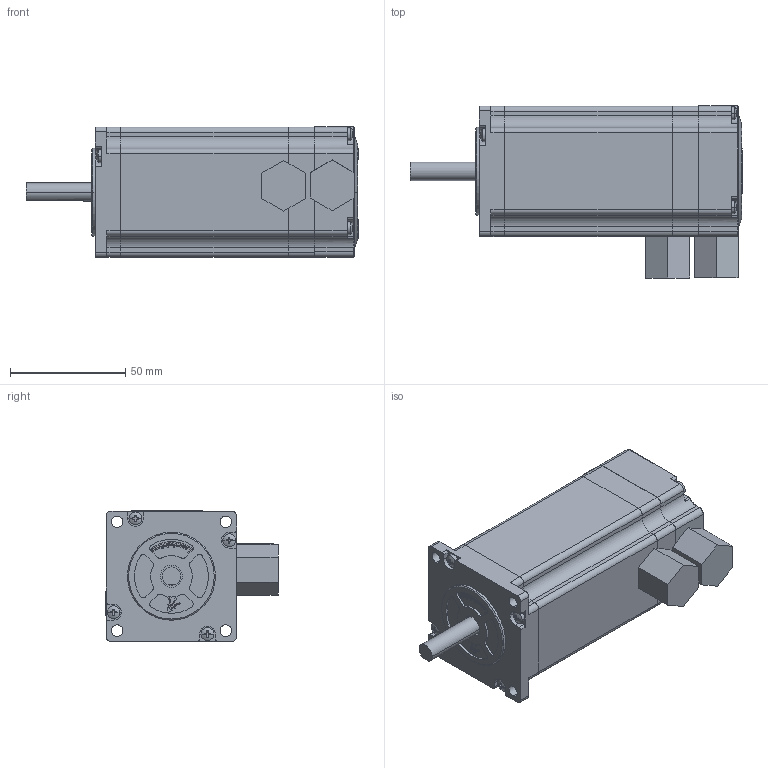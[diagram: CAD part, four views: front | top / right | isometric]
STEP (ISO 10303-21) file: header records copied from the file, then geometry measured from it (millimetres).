
FILE_DESCRIPTION (( 'STEP AP203' ), '1' );
FILE_NAME ('57CME23-FS-S30.STEP', '2018-12-03T02:20:17', ( 'Microsoft' ), ( 'China' ), 'SwSTEP 2.0', 'SolidWorks 2011', '' );
FILE_SCHEMA (( 'CONFIG_CONTROL_DESIGN' ));
Length unit declared in the file: millimetre
Products named in the file (10): 57CME23-FS-S30; 57HBM10-1000蛌粣_Default; 57编码器后罩（新设计带LOGO）方案二_Default; 57前端盖（新设计带雷赛LOGO）_Default; 57敕遠綴傷裔_Default; cross recessed small pan head screws gb_GB_CROSS_SCREWS_TYPE3 M3X16-16-N_Default; cross recessed pan head screws gb_GB_CROSS_SCREWS_TYPE1 M3X30-30  H type-N_Default; cross recessed pan head screws gb_GB_CROSS_SCREWS_TYPE1 M3X20-20  H type-N_Default; 錨璃36_Default; 57HBM10-1000_Default
Assembly tree (15 placements, depth 2):
  57CME23-FS-S30
    57编码器后罩（新设计带LOGO）方案二_Default
    57前端盖（新设计带雷赛LOGO）_Default
    57敕遠綴傷裔_Default
    cross recessed small pan head screws gb_GB_CROSS_SCREWS_TYPE3 M3X16-16-N_Default
    57HBM10-1000_Default
    cross recessed pan head screws gb_GB_CROSS_SCREWS_TYPE1 M3X30-30  H type-N_Default  x4
    錨璃36_Default  x2
    cross recessed pan head screws gb_GB_CROSS_SCREWS_TYPE1 M3X20-20  H type-N_Default  x3
    57HBM10-1000蛌粣_Default
Bounding box: 143.8 x 74.59 x 56.59 mm (x, y, z)
Volume: 224724.2 mm3; surface area: 83684.9 mm2
Topology: 15 solids, 15 shells, 1413 faces, 3867 edges, 2555 vertices
Faces by surface type: plane 653, cylinder 551, bspline 182, sphere 16, cone 11
Entity records: 47744 total; most frequent: CARTESIAN_POINT 14087, ORIENTED_EDGE 7058, DIRECTION 6449, EDGE_CURVE 3529, VERTEX_POINT 2333, AXIS2_PLACEMENT_3D 2203, LINE 2043, VECTOR 2043
